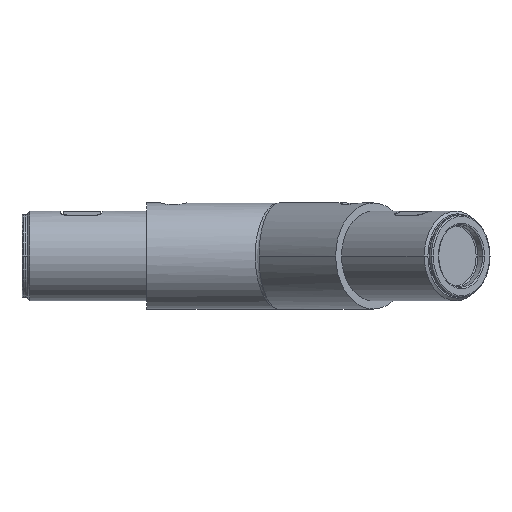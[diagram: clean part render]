
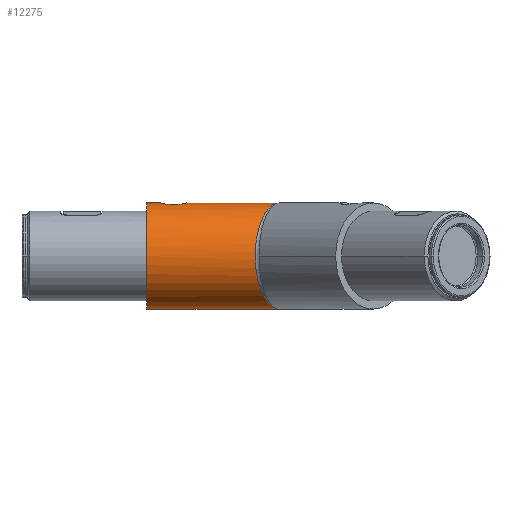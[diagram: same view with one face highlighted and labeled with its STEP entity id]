
A CAD part, front view. The second image highlights one B-rep face of the part: STEP entity #12275.
In plain terms, the highlighted cylindrical face has radius 20 mm (diameter 40 mm), a partial arc.
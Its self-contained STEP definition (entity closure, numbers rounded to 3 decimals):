
#261 = EDGE_CURVE ( 'NONE', #7364, #10629, #7226, .T. ) ;
#262 = EDGE_CURVE ( 'NONE', #7268, #7385, #7227, .T. ) ;
#275 = EDGE_CURVE ( 'NONE', #7258, #7284, #7212, .T. ) ;
#521 = FACE_OUTER_BOUND ( 'NONE', #6454, .T. ) ;
#527 = CYLINDRICAL_SURFACE ( 'NONE', #12624, 20. ) ;
#1132 = DIRECTION ( 'NONE',  ( -1., 0., 0. ) ) ;
#1133 = DIRECTION ( 'NONE',  ( -1., 0., 0. ) ) ;
#1135 = CARTESIAN_POINT ( 'NONE',  ( 50., 0., 20. ) ) ;
#1176 = CARTESIAN_POINT ( 'NONE',  ( 50., 0., 20. ) ) ;
#1662 = DIRECTION ( 'NONE',  ( -1., 0., 0. ) ) ;
#1779 = CARTESIAN_POINT ( 'NONE',  ( 50., 0., -20. ) ) ;
#2588 = DIRECTION ( 'NONE',  ( 0., 0., -1. ) ) ;
#2589 = DIRECTION ( 'NONE',  ( 1., 0., 0. ) ) ;
#2590 = CARTESIAN_POINT ( 'NONE',  ( 0., 0., 0. ) ) ;
#2596 = CARTESIAN_POINT ( 'NONE',  ( 4.965, 0., 20. ) ) ;
#2597 = CARTESIAN_POINT ( 'NONE',  ( 4.965, -0.686, 20. ) ) ;
#2598 = CARTESIAN_POINT ( 'NONE',  ( 5.096, -1.363, 19.964 ) ) ;
#2599 = CARTESIAN_POINT ( 'NONE',  ( 5.415, -2.154, 19.884 ) ) ;
#2600 = CARTESIAN_POINT ( 'NONE',  ( 5.485, -2.306, 19.867 ) ) ;
#2601 = CARTESIAN_POINT ( 'NONE',  ( 5.64, -2.605, 19.83 ) ) ;
#2602 = CARTESIAN_POINT ( 'NONE',  ( 5.724, -2.749, 19.811 ) ) ;
#2603 = CARTESIAN_POINT ( 'NONE',  ( 5.997, -3.171, 19.749 ) ) ;
#2604 = CARTESIAN_POINT ( 'NONE',  ( 6.208, -3.436, 19.704 ) ) ;
#2605 = CARTESIAN_POINT ( 'NONE',  ( 6.557, -3.797, 19.637 ) ) ;
#2606 = CARTESIAN_POINT ( 'NONE',  ( 6.677, -3.909, 19.615 ) ) ;
#2607 = CARTESIAN_POINT ( 'NONE',  ( 6.93, -4.124, 19.571 ) ) ;
#2608 = CARTESIAN_POINT ( 'NONE',  ( 7.062, -4.225, 19.549 ) ) ;
#2609 = CARTESIAN_POINT ( 'NONE',  ( 7.334, -4.414, 19.507 ) ) ;
#2610 = CARTESIAN_POINT ( 'NONE',  ( 7.477, -4.502, 19.487 ) ) ;
#2611 = CARTESIAN_POINT ( 'NONE',  ( 7.769, -4.663, 19.449 ) ) ;
#2612 = CARTESIAN_POINT ( 'NONE',  ( 7.916, -4.736, 19.431 ) ) ;
#2613 = CARTESIAN_POINT ( 'NONE',  ( 8.22, -4.866, 19.399 ) ) ;
#2614 = CARTESIAN_POINT ( 'NONE',  ( 8.375, -4.923, 19.385 ) ) ;
#2615 = CARTESIAN_POINT ( 'NONE',  ( 8.689, -5.022, 19.359 ) ) ;
#2616 = CARTESIAN_POINT ( 'NONE',  ( 8.852, -5.065, 19.348 ) ) ;
#2617 = CARTESIAN_POINT ( 'NONE',  ( 9.34, -5.165, 19.322 ) ) ;
#2618 = CARTESIAN_POINT ( 'NONE',  ( 9.669, -5.199, 19.313 ) ) ;
#2619 = CARTESIAN_POINT ( 'NONE',  ( 10.163, -5.199, 19.312 ) ) ;
#2620 = CARTESIAN_POINT ( 'NONE',  ( 10.33, -5.19, 19.315 ) ) ;
#2622 = CARTESIAN_POINT ( 'NONE',  ( 10.66, -5.157, 19.324 ) ) ;
#2623 = CARTESIAN_POINT ( 'NONE',  ( 10.824, -5.132, 19.331 ) ) ;
#2625 = CARTESIAN_POINT ( 'NONE',  ( 11.15, -5.064, 19.348 ) ) ;
#2626 = CARTESIAN_POINT ( 'NONE',  ( 11.307, -5.023, 19.359 ) ) ;
#2627 = CARTESIAN_POINT ( 'NONE',  ( 11.622, -4.924, 19.384 ) ) ;
#2628 = CARTESIAN_POINT ( 'NONE',  ( 11.777, -4.867, 19.399 ) ) ;
#2630 = CARTESIAN_POINT ( 'NONE',  ( 12.081, -4.737, 19.431 ) ) ;
#2631 = CARTESIAN_POINT ( 'NONE',  ( 12.231, -4.663, 19.449 ) ) ;
#2632 = CARTESIAN_POINT ( 'NONE',  ( 12.524, -4.502, 19.487 ) ) ;
#2633 = CARTESIAN_POINT ( 'NONE',  ( 12.663, -4.416, 19.507 ) ) ;
#2635 = CARTESIAN_POINT ( 'NONE',  ( 12.936, -4.227, 19.548 ) ) ;
#2636 = CARTESIAN_POINT ( 'NONE',  ( 13.066, -4.127, 19.57 ) ) ;
#2637 = CARTESIAN_POINT ( 'NONE',  ( 13.319, -3.912, 19.614 ) ) ;
#2638 = CARTESIAN_POINT ( 'NONE',  ( 13.442, -3.798, 19.636 ) ) ;
#2640 = CARTESIAN_POINT ( 'NONE',  ( 13.792, -3.437, 19.704 ) ) ;
#2641 = CARTESIAN_POINT ( 'NONE',  ( 14., -3.175, 19.748 ) ) ;
#2642 = CARTESIAN_POINT ( 'NONE',  ( 14.365, -2.613, 19.831 ) ) ;
#2643 = CARTESIAN_POINT ( 'NONE',  ( 14.522, -2.311, 19.869 ) ) ;
#2645 = CARTESIAN_POINT ( 'NONE',  ( 14.713, -1.837, 19.916 ) ) ;
#2646 = CARTESIAN_POINT ( 'NONE',  ( 14.768, -1.678, 19.93 ) ) ;
#2647 = CARTESIAN_POINT ( 'NONE',  ( 14.864, -1.353, 19.955 ) ) ;
#2648 = CARTESIAN_POINT ( 'NONE',  ( 14.904, -1.188, 19.965 ) ) ;
#2650 = CARTESIAN_POINT ( 'NONE',  ( 14.969, -0.855, 19.982 ) ) ;
#2651 = CARTESIAN_POINT ( 'NONE',  ( 14.994, -0.684, 19.989 ) ) ;
#2652 = CARTESIAN_POINT ( 'NONE',  ( 15.026, -0.342, 19.998 ) ) ;
#2654 = CARTESIAN_POINT ( 'NONE',  ( 15.035, 0., 20. ) ) ;
#2661 = CARTESIAN_POINT ( 'NONE',  ( 15.035, -0.171, 20. ) ) ;
#2663 = CARTESIAN_POINT ( 'NONE',  ( 50., 0., 20. ) ) ;
#2665 = CARTESIAN_POINT ( 'NONE',  ( 31.775, -40., 20. ) ) ;
#2669 = CARTESIAN_POINT ( 'NONE',  ( 31.775, -40., -20. ) ) ;
#3061 = CARTESIAN_POINT ( 'NONE',  ( 50., 0., -20. ) ) ;
#3068 = CARTESIAN_POINT ( 'NONE',  ( 4.965, 0., 20. ) ) ;
#3083 = CARTESIAN_POINT ( 'NONE',  ( 0., 0., -20. ) ) ;
#3162 = CARTESIAN_POINT ( 'NONE',  ( 50., 0., 20. ) ) ;
#3183 = CARTESIAN_POINT ( 'NONE',  ( 0., 0., 20. ) ) ;
#3208 = CARTESIAN_POINT ( 'NONE',  ( 15.035, 0., 20. ) ) ;
#6078 = ORIENTED_EDGE ( 'NONE', *, *, #6266, .T. ) ;
#6079 = ORIENTED_EDGE ( 'NONE', *, *, #262, .T. ) ;
#6087 = ORIENTED_EDGE ( 'NONE', *, *, #6264, .T. ) ;
#6088 = ORIENTED_EDGE ( 'NONE', *, *, #261, .T. ) ;
#6089 = ORIENTED_EDGE ( 'NONE', *, *, #6262, .T. ) ;
#6096 = ORIENTED_EDGE ( 'NONE', *, *, #275, .F. ) ;
#6262 = EDGE_CURVE ( 'NONE', #7258, #7364, #6787, .T. ) ;
#6264 = EDGE_CURVE ( 'NONE', #10629, #7268, #6754, .T. ) ;
#6266 = EDGE_CURVE ( 'NONE', #7385, #7284, #7011, .T. ) ;
#6454 = EDGE_LOOP ( 'NONE', ( #6096, #6089, #6088, #6087, #6079, #6078 ) ) ;
#6754 = B_SPLINE_CURVE_WITH_KNOTS ( 'NONE', 3,
 ( #2654, #2661, #2652, #2651, #2650, #2648, #2647, #2646, #2645, #2643, #2642, #2641, #2640, #2638, #2637, #2636, #2635, #2633, #2632, #2631, #2630, #2628, #2627, #2626, #2625, #2623, #2622, #2620, #2619, #2618, #2617, #2616, #2615, #2614, #2613, #2612, #2611, #2610, #2609, #2608, #2607, #2606, #2605, #2604, #2603, #2602, #2601, #2600, #2599, #2598, #2597, #2596 ),
 .UNSPECIFIED., .F., .F.,
 ( 4, 2, 2, 2, 2, 2, 2, 2, 2, 2, 2, 2, 2, 2, 2, 2, 2, 2, 2, 2, 2, 2, 2, 2, 2, 4 ),
 ( 0.5, 0.516, 0.531, 0.547, 0.563, 0.594, 0.625, 0.641, 0.656, 0.672, 0.688, 0.703, 0.719, 0.734, 0.75, 0.781, 0.797, 0.813, 0.828, 0.844, 0.859, 0.875, 0.906, 0.922, 0.938, 1. ),
 .UNSPECIFIED. ) ;
#6787 =( BOUNDED_CURVE ( )  B_SPLINE_CURVE ( 3, ( #8741, #2669, #2665, #2663 ),
 .UNSPECIFIED., .F., .F. ) 
 B_SPLINE_CURVE_WITH_KNOTS ( ( 4, 4 ),
 ( 1.571, 4.712 ),
 .UNSPECIFIED. ) 
 CURVE ( )  GEOMETRIC_REPRESENTATION_ITEM ( )  RATIONAL_B_SPLINE_CURVE ( ( 1., 0.333, 0.333, 1. ) ) 
 REPRESENTATION_ITEM ( '' )  );
#7011 = CIRCLE ( 'NONE', #10710, 20. ) ;
#7209 = VECTOR ( 'NONE', #1662, 1000. ) ;
#7212 = LINE ( 'NONE', #1779, #7209 ) ;
#7222 = VECTOR ( 'NONE', #1132, 1000. ) ;
#7224 = VECTOR ( 'NONE', #1133, 1000. ) ;
#7226 = LINE ( 'NONE', #1135, #7224 ) ;
#7227 = LINE ( 'NONE', #1176, #7222 ) ;
#7258 = VERTEX_POINT ( 'NONE', #3061 ) ;
#7268 = VERTEX_POINT ( 'NONE', #3068 ) ;
#7284 = VERTEX_POINT ( 'NONE', #3083 ) ;
#7364 = VERTEX_POINT ( 'NONE', #3162 ) ;
#7385 = VERTEX_POINT ( 'NONE', #3183 ) ;
#8741 = CARTESIAN_POINT ( 'NONE',  ( 50., 0., -20. ) ) ;
#10629 = VERTEX_POINT ( 'NONE', #3208 ) ;
#10710 = AXIS2_PLACEMENT_3D ( 'NONE', #2590, #2589, #2588 ) ;
#11783 = DIRECTION ( 'NONE',  ( 0., 0., 1. ) ) ;
#11784 = DIRECTION ( 'NONE',  ( -1., 0., 0. ) ) ;
#11786 = CARTESIAN_POINT ( 'NONE',  ( 50., 0., 0. ) ) ;
#12275 = ADVANCED_FACE ( 'NONE', ( #521 ), #527, .T. ) ;
#12624 = AXIS2_PLACEMENT_3D ( 'NONE', #11786, #11784, #11783 ) ;
